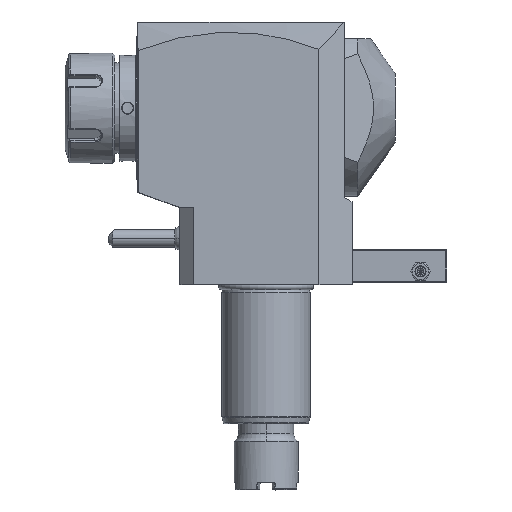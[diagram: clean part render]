
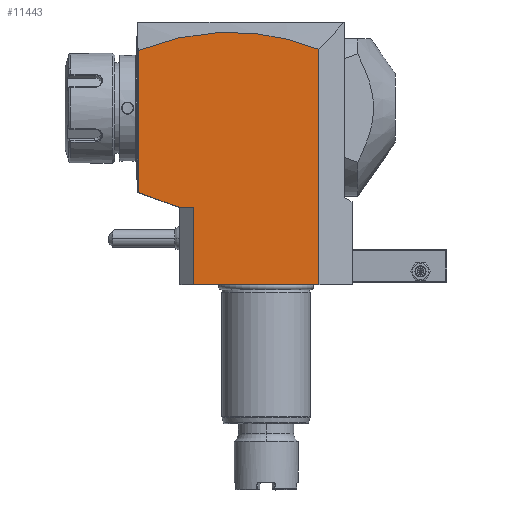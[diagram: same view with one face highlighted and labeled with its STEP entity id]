
A CAD part, top view. The second image highlights one B-rep face of the part: STEP entity #11443.
In plain terms, the highlighted planar face has unit normal (0, 0, 1).
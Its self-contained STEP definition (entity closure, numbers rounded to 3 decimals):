
#29=DIRECTION('',(-1.,0.,0.));
#30=VECTOR('',#29,57.);
#31=CARTESIAN_POINT('',(24.,0.,37.5));
#32=LINE('',#31,#30);
#262=DIRECTION('',(0.,-1.,0.));
#263=VECTOR('',#262,64.359);
#264=CARTESIAN_POINT('',(-57.8,106.092,37.5));
#265=LINE('',#264,#263);
#275=DIRECTION('',(0.94,-0.342,0.));
#276=VECTOR('',#275,19.687);
#277=CARTESIAN_POINT('',(-57.8,41.733,37.5));
#278=LINE('',#277,#276);
#279=CARTESIAN_POINT('',(-57.8,106.092,37.5));
#280=CARTESIAN_POINT('',(-50.998,108.812,37.5));
#281=CARTESIAN_POINT('',(-37.387,112.914,37.5));
#282=CARTESIAN_POINT('',(-16.948,115.059,37.5));
#283=CARTESIAN_POINT('',(3.513,113.192,37.5));
#284=CARTESIAN_POINT('',(17.168,109.259,37.5));
#285=CARTESIAN_POINT('',(24.,106.615,37.5));
#287=DIRECTION('',(0.,-1.,0.));
#288=VECTOR('',#287,106.615);
#289=CARTESIAN_POINT('',(24.,106.615,37.5));
#290=LINE('',#289,#288);
#291=DIRECTION('',(1.,0.,0.));
#292=VECTOR('',#291,6.3);
#293=CARTESIAN_POINT('',(-39.3,35.,37.5));
#294=LINE('',#293,#292);
#303=DIRECTION('',(0.,-1.,0.));
#304=VECTOR('',#303,35.);
#305=CARTESIAN_POINT('',(-33.,35.,37.5));
#306=LINE('',#305,#304);
#10595=VERTEX_POINT('',#279);
#10596=VERTEX_POINT('',#285);
#10611=CARTESIAN_POINT('',(-33.,35.,37.5));
#10612=VERTEX_POINT('',#10611);
#10908=CARTESIAN_POINT('',(24.,0.,37.5));
#10910=VERTEX_POINT('',#10908);
#10911=CARTESIAN_POINT('',(-33.,0.,37.5));
#10912=VERTEX_POINT('',#10911);
#10923=CARTESIAN_POINT('',(-57.8,41.733,37.5));
#10924=CARTESIAN_POINT('',(-39.3,35.,37.5));
#10925=VERTEX_POINT('',#10923);
#10926=VERTEX_POINT('',#10924);
#11425=CARTESIAN_POINT('',(-39.202,35.,37.5));
#11426=DIRECTION('',(0.,0.,1.));
#11427=DIRECTION('',(1.,0.,0.));
#11428=AXIS2_PLACEMENT_3D('',#11425,#11426,#11427);
#11429=PLANE('',#11428);
#11431=ORIENTED_EDGE('',*,*,#11430,.F.);
#11433=ORIENTED_EDGE('',*,*,#11432,.F.);
#11434=ORIENTED_EDGE('',*,*,#11415,.F.);
#11436=ORIENTED_EDGE('',*,*,#11435,.T.);
#11437=ORIENTED_EDGE('',*,*,#11185,.T.);
#11438=ORIENTED_EDGE('',*,*,#11160,.T.);
#11440=ORIENTED_EDGE('',*,*,#11439,.F.);
#11441=EDGE_LOOP('',(#11431,#11433,#11434,#11436,#11437,#11438,#11440));
#11442=FACE_OUTER_BOUND('',#11441,.F.);
#286=B_SPLINE_CURVE_WITH_KNOTS('',3,(#279,#280,#281,#282,#283,#284,#285),
.UNSPECIFIED.,.F.,.F.,(4,1,1,1,4),(0.,0.25,0.5,0.75,1.),
.UNSPECIFIED.);
#11160=EDGE_CURVE('',#10910,#10912,#32,.T.);
#11185=EDGE_CURVE('',#10596,#10910,#290,.T.);
#11415=EDGE_CURVE('',#10595,#10925,#265,.T.);
#11430=EDGE_CURVE('',#10926,#10612,#294,.T.);
#11432=EDGE_CURVE('',#10925,#10926,#278,.T.);
#11435=EDGE_CURVE('',#10595,#10596,#286,.T.);
#11439=EDGE_CURVE('',#10612,#10912,#306,.T.);
#11443=ADVANCED_FACE('',(#11442),#11429,.T.);
